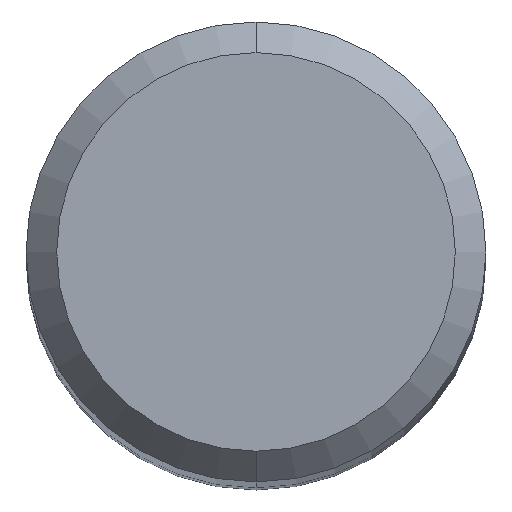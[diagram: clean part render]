
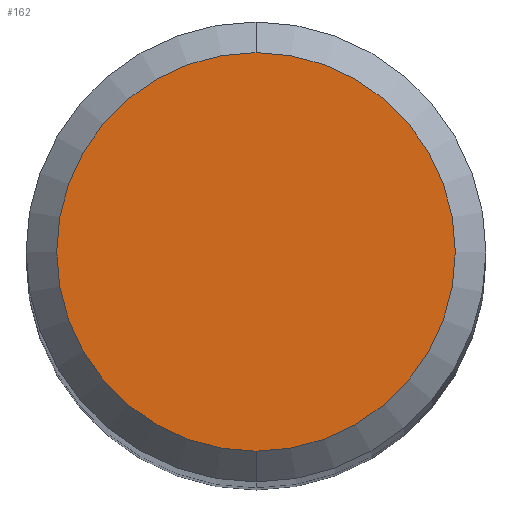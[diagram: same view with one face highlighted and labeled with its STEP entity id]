
A CAD part, top view. The second image highlights one B-rep face of the part: STEP entity #162.
In plain terms, the highlighted planar face has unit normal (0, 0, 1).
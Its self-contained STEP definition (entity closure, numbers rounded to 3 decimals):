
#108=EDGE_CURVE('',#114,#110,#251,.T.);
#110=VERTEX_POINT('',#253);
#114=VERTEX_POINT('',#258);
#150=EDGE_CURVE('',#110,#114,#298,.T.);
#162=ADVANCED_FACE('',(#310),#311,.T.);
#251=CIRCLE('',#404,2.6);
#253=CARTESIAN_POINT('',(0.,-2.6,0.0));
#258=CARTESIAN_POINT('',(0.0,2.6,0.0));
#298=CIRCLE('',#468,2.6);
#310=FACE_OUTER_BOUND('',#482,.T.);
#311=PLANE('',#483);
#404=AXIS2_PLACEMENT_3D('',#584,#585,#586);
#468=AXIS2_PLACEMENT_3D('',#648,#649,#650);
#482=EDGE_LOOP('',(#658,#659));
#483=AXIS2_PLACEMENT_3D('',#660,#661,#662);
#584=CARTESIAN_POINT('',(0.0,0.0,0.0));
#585=DIRECTION('',(0.0,0.0,-1.0));
#586=DIRECTION('',(0.0,1.0,0.0));
#648=CARTESIAN_POINT('',(0.0,0.0,0.0));
#649=DIRECTION('',(0.0,0.0,-1.0));
#650=DIRECTION('',(0.0,1.0,0.0));
#658=ORIENTED_EDGE('',*,*,#108,.F.);
#659=ORIENTED_EDGE('',*,*,#150,.F.);
#660=CARTESIAN_POINT('',(0.0,1.3,0.0));
#661=DIRECTION('',(-0.0,0.0,1.0));
#662=DIRECTION('',(0.0,-1.0,0.0));
